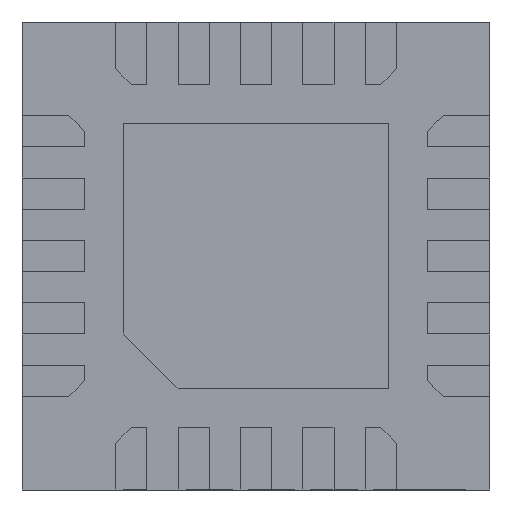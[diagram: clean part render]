
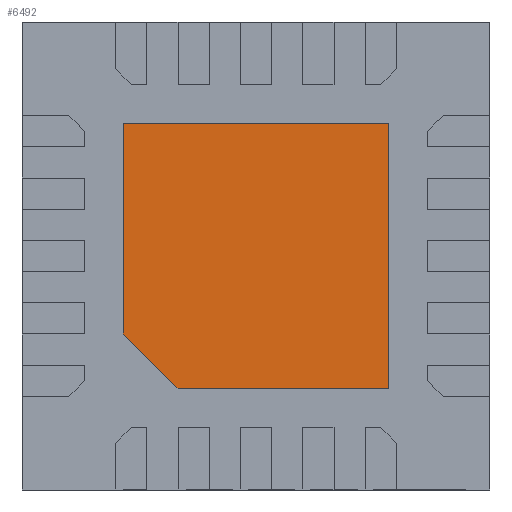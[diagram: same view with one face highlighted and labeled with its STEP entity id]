
A CAD part, front view. The second image highlights one B-rep face of the part: STEP entity #6492.
In plain terms, the highlighted planar face has unit normal (0, -1, 0).
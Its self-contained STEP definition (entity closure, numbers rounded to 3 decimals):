
#27 = VERTEX_POINT ( 'NONE', #7145 ) ;
#124 = EDGE_CURVE ( 'NONE', #2667, #4550, #6228, .T. ) ;
#269 = DIRECTION ( 'NONE',  ( 0., 0., -1. ) ) ;
#505 = VECTOR ( 'NONE', #2615, 1000. ) ;
#519 = ORIENTED_EDGE ( 'NONE', *, *, #6841, .T. ) ;
#528 = CARTESIAN_POINT ( 'NONE',  ( -0.85, 0., 0.85 ) ) ;
#910 = CARTESIAN_POINT ( 'NONE',  ( 0.85, 0., 0.85 ) ) ;
#946 = DIRECTION ( 'NONE',  ( 0.707, 0., -0.707 ) ) ;
#1121 = VECTOR ( 'NONE', #4713, 1000. ) ;
#1289 = CARTESIAN_POINT ( 'NONE',  ( -0.85, 0., -0.5 ) ) ;
#2127 = ORIENTED_EDGE ( 'NONE', *, *, #2196, .T. ) ;
#2196 = EDGE_CURVE ( 'NONE', #4550, #6273, #4967, .T. ) ;
#2219 = CARTESIAN_POINT ( 'NONE',  ( 0.85, 0., -0.85 ) ) ;
#2396 = DIRECTION ( 'NONE',  ( 0., 0., 1. ) ) ;
#2478 = FACE_OUTER_BOUND ( 'NONE', #6229, .T. ) ;
#2506 = LINE ( 'NONE', #3591, #6822 ) ;
#2552 = DIRECTION ( 'NONE',  ( 0., -1., 0. ) ) ;
#2615 = DIRECTION ( 'NONE',  ( 0., 0., -1. ) ) ;
#2667 = VERTEX_POINT ( 'NONE', #910 ) ;
#3081 = LINE ( 'NONE', #6475, #1121 ) ;
#3591 = CARTESIAN_POINT ( 'NONE',  ( 0.85, 0., -0.85 ) ) ;
#3593 = EDGE_CURVE ( 'NONE', #6273, #27, #3909, .T. ) ;
#3701 = CARTESIAN_POINT ( 'NONE',  ( -0.85, 0., -0.85 ) ) ;
#3909 = LINE ( 'NONE', #6615, #6860 ) ;
#4114 = ORIENTED_EDGE ( 'NONE', *, *, #5599, .T. ) ;
#4213 = VERTEX_POINT ( 'NONE', #2219 ) ;
#4380 = AXIS2_PLACEMENT_3D ( 'NONE', #4690, #2552, #269 ) ;
#4514 = DIRECTION ( 'NONE',  ( -1., 0., 0. ) ) ;
#4550 = VERTEX_POINT ( 'NONE', #528 ) ;
#4690 = CARTESIAN_POINT ( 'NONE',  ( 0., 0., 0. ) ) ;
#4713 = DIRECTION ( 'NONE',  ( 1., 0., 0. ) ) ;
#4967 = LINE ( 'NONE', #3701, #505 ) ;
#5059 = ORIENTED_EDGE ( 'NONE', *, *, #3593, .T. ) ;
#5421 = VECTOR ( 'NONE', #4514, 1000. ) ;
#5458 = ORIENTED_EDGE ( 'NONE', *, *, #124, .T. ) ;
#5599 = EDGE_CURVE ( 'NONE', #4213, #2667, #2506, .T. ) ;
#6228 = LINE ( 'NONE', #6851, #5421 ) ;
#6229 = EDGE_LOOP ( 'NONE', ( #2127, #5059, #519, #4114, #5458 ) ) ;
#6273 = VERTEX_POINT ( 'NONE', #1289 ) ;
#6475 = CARTESIAN_POINT ( 'NONE',  ( 0.85, 0., -0.85 ) ) ;
#6492 = ADVANCED_FACE ( 'NONE', ( #2478 ), #6988, .T. ) ;
#6615 = CARTESIAN_POINT ( 'NONE',  ( -0.675, 0., -0.675 ) ) ;
#6822 = VECTOR ( 'NONE', #2396, 1000. ) ;
#6841 = EDGE_CURVE ( 'NONE', #27, #4213, #3081, .T. ) ;
#6851 = CARTESIAN_POINT ( 'NONE',  ( 0.85, 0., 0.85 ) ) ;
#6860 = VECTOR ( 'NONE', #946, 1000. ) ;
#6988 = PLANE ( 'NONE',  #4380 ) ;
#7145 = CARTESIAN_POINT ( 'NONE',  ( -0.5, 0., -0.85 ) ) ;
